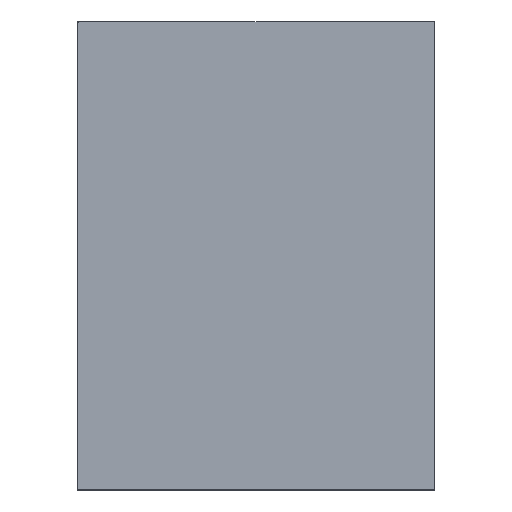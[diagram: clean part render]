
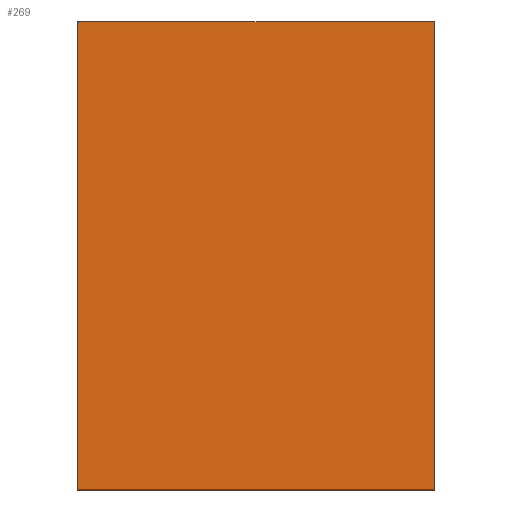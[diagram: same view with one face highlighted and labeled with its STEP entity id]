
A CAD part, top view. The second image highlights one B-rep face of the part: STEP entity #269.
In plain terms, the highlighted planar face has unit normal (0, 0, 1).
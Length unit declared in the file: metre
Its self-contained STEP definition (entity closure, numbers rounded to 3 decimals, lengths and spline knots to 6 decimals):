
#78=ORIENTED_EDGE('',*,*,#125,.T.);
#79=ORIENTED_EDGE('',*,*,#130,.F.);
#80=ORIENTED_EDGE('',*,*,#117,.F.);
#81=ORIENTED_EDGE('',*,*,#131,.T.);
#117=EDGE_CURVE('',#146,#148,#173,.T.);
#125=EDGE_CURVE('',#156,#155,#178,.T.);
#130=EDGE_CURVE('',#148,#155,#182,.T.);
#131=EDGE_CURVE('',#146,#156,#183,.T.);
#146=VERTEX_POINT('',#445);
#148=VERTEX_POINT('',#448);
#155=VERTEX_POINT('',#463);
#156=VERTEX_POINT('',#465);
#173=LINE('',#447,#201);
#178=LINE('',#464,#206);
#182=LINE('',#473,#210);
#183=LINE('',#474,#211);
#201=VECTOR('',#368,1.);
#206=VECTOR('',#381,1.);
#210=VECTOR('',#391,1.);
#211=VECTOR('',#392,1.);
#225=EDGE_LOOP('',(#78,#79,#80,#81));
#241=FACE_BOUND('',#225,.T.);
#255=PLANE('',#318);
#269=ADVANCED_FACE('',(#241),#255,.T.);
#318=AXIS2_PLACEMENT_3D('',#472,#389,#390);
#368=DIRECTION('',(-1.,0.,0.));
#381=DIRECTION('',(-1.,0.,0.));
#389=DIRECTION('',(0.,0.,1.));
#390=DIRECTION('',(-1.,0.,0.));
#391=DIRECTION('',(0.,1.,0.));
#392=DIRECTION('',(0.,1.,0.));
#445=CARTESIAN_POINT('',(0.,-0.0075,0.018));
#447=CARTESIAN_POINT('',(-0.005725,-0.0075,0.018));
#448=CARTESIAN_POINT('',(-0.01145,-0.0075,0.018));
#463=CARTESIAN_POINT('',(-0.01145,0.0075,0.018));
#464=CARTESIAN_POINT('',(-0.005725,0.0075,0.018));
#465=CARTESIAN_POINT('',(0.,0.0075,0.018));
#472=CARTESIAN_POINT('',(-0.005725,-0.0075,0.018));
#473=CARTESIAN_POINT('',(-0.01145,-0.0075,0.018));
#474=CARTESIAN_POINT('',(0.,-0.0075,0.018));
